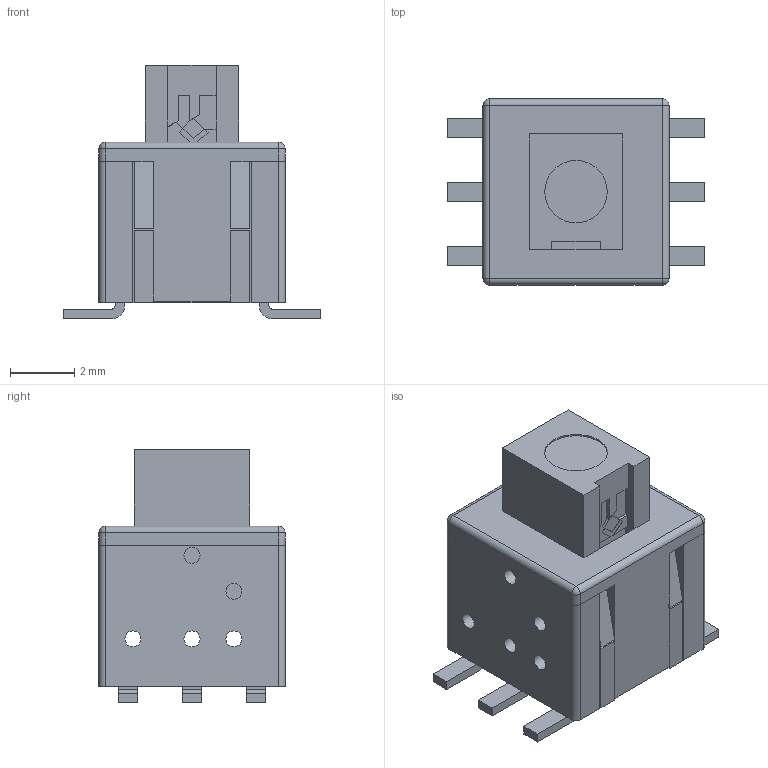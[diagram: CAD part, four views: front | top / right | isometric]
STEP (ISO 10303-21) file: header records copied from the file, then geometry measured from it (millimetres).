
FILE_DESCRIPTION(/* description */ (''),/* implementation_level */ '2;1');
FILE_NAME(/* name */ 'TL2233OA.stp',/* time_stamp */ '2021-10-21T09:51:47-05:00',/* author */ ('mroman'),/* organization */ (''),/* preprocessor_version */ 'ST-DEVELOPER v18.1',/* originating_system */ 'Autodesk Inventor 2020',/* authorisation */ '');
FILE_SCHEMA (('AUTOMOTIVE_DESIGN { 1 0 10303 214 3 1 1 }'));
Length unit declared in the file: millimetre
Products named in the file (1): TL2233OA
Bounding box: 8 x 5.8 x 7.9 mm (x, y, z)
Volume: 137.4 mm3; surface area: 461.7 mm2
Topology: 1 solids, 1 shells, 224 faces, 623 edges, 391 vertices
Faces by surface type: plane 184, cylinder 36, sphere 4
Full cylindrical faces by diameter (mm): 0.5 x10, 1.95 x1
Entity records: 7094 total; most frequent: ORIENTED_EDGE 1238, CARTESIAN_POINT 1235, DIRECTION 1139, EDGE_CURVE 619, LINE 549, VECTOR 549, VERTEX_POINT 391, AXIS2_PLACEMENT_3D 295
